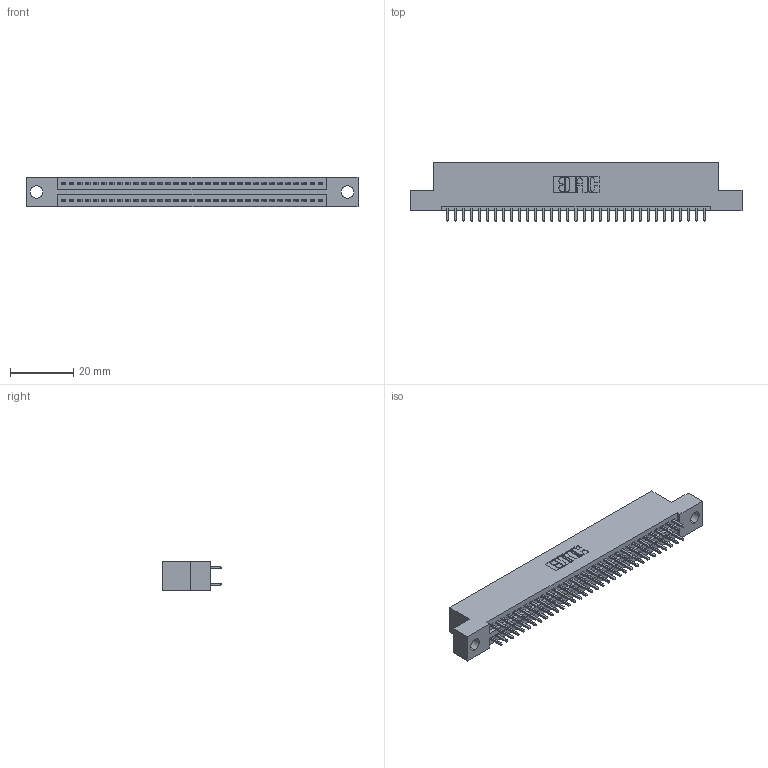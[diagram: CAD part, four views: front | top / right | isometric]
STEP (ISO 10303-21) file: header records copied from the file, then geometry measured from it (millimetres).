
FILE_DESCRIPTION (( 'STEP AP203' ), '1' );
FILE_NAME ('345-066-521-204.STEP', '2021-05-20T07:02:05', ( '' ), ( '' ), 'SwSTEP 2.0', 'SolidWorks 2020', '' );
FILE_SCHEMA (( 'CONFIG_CONTROL_DESIGN' ));
Length unit declared in the file: inch
Products named in the file (3): 345-066-521-204; 345 Part_Flush Mounting Lugs - 0.156 Dia-TI; 345-292-001_345-293-121
Assembly tree (67 placements, depth 2):
  345-066-521-204
    345 Part_Flush Mounting Lugs - 0.156 Dia-TI
    345-292-001_345-293-121  x66
Bounding box: 105.03 x 18.72 x 9.4 mm (x, y, z)
Volume: 9986.2 mm3; surface area: 14263.2 mm2
Topology: 67 solids, 67 shells, 3440 faces, 10211 edges, 6718 vertices
Faces by surface type: plane 2272, cylinder 1168
Entity records: 27541 total; most frequent: CARTESIAN_POINT 4630, ORIENTED_EDGE 4562, DIRECTION 4093, EDGE_CURVE 2281, VECTOR 2017, LINE 2017, VERTEX_POINT 1518, AXIS2_PLACEMENT_3D 1038
